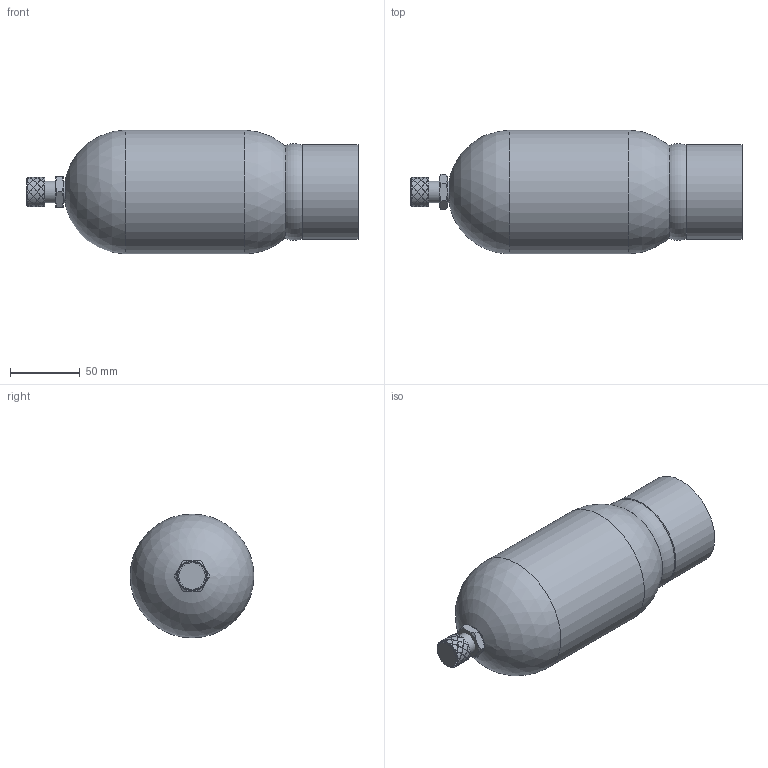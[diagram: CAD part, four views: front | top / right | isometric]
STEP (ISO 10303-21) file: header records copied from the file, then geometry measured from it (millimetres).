
FILE_DESCRIPTION((''),'2;1');
FILE_NAME('EBV_0.5L_50_00.stp','2011-03-04T13:17:02',('laurent.simeon'),(''),'Autodesk Inventor 2011','Autodesk Inventor 2011','');
FILE_SCHEMA(('AUTOMOTIVE_DESIGN { 1 0 10303 214 1 1 1 1 }'));
Length unit declared in the file: millimetre
Products named in the file (19): EBV_0; CA103829-00100; CA103828-00100; CB100857-00100; SOUDURE; VC111280-00225; VE111281-00225; CS103645-00225; CV102401-00200; BO102362-02620; BO100759-02600; JP101164-00020; JOINT PLAT; EC100999-00200
Assembly tree (18 placements, depth 6):
  EBV_0
    CA103829-00100
      CA103828-00100
        CA103828-00100
      CB100857-00100
        CB100857-00100
      SOUDURE
    VC111280-00225
      VE111281-00225
        CS103645-00225
          CV102401-00200
            CV102401-00200
      BO102362-02620
        BO100759-02600
          BO100759-02600
        JP101164-00020
          JOINT PLAT
      EC100999-00200
        EC100999-00200
Bounding box: 238.33 x 88.9 x 88.9 mm (x, y, z)
Volume: 254938.3 mm3; surface area: 119445.8 mm2
Topology: 7 solids, 7 shells, 352 faces, 748 edges, 417 vertices
Faces by surface type: bspline 200, cylinder 82, plane 30, cone 27, torus 8, sphere 5
Full cylindrical faces by diameter (mm): 2.8 x1, 6.5 x1, 9 x1, 9.917 x1, 11.3 x1, 14.46 x1, 14.465 x1, 15.5 x1, 16 x3, 19 x1, 25.5 x1, 50.2 x1, 50.6 x1, 55.2 x2, 56.656 x1, 58.7 x1, 68 x1, 80.9 x1, 88.9 x1
Entity records: 16290 total; most frequent: CARTESIAN_POINT 9912, ORIENTED_EDGE 1366, DIRECTION 852, EDGE_CURVE 683, EDGE_LOOP 416, VERTEX_POINT 399, AXIS2_PLACEMENT_3D 379, B_SPLINE_CURVE_WITH_KNOTS 370
